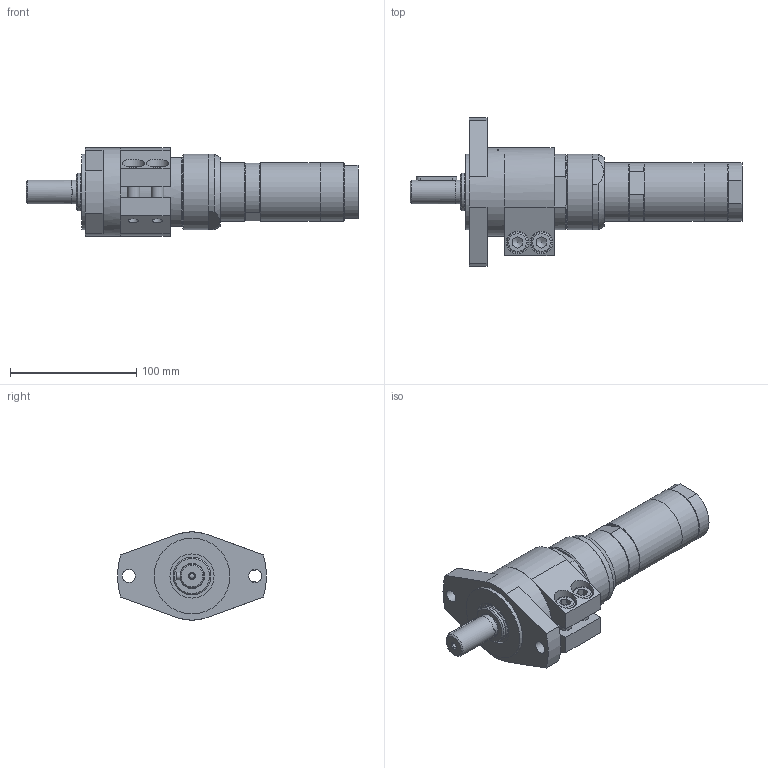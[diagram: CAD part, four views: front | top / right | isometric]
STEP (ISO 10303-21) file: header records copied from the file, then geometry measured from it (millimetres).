
FILE_DESCRIPTION(/* description */ (''),/* implementation_level */ '2;1');
FILE_NAME(/* name */ 'MRD 84-90 F100_60031655.stp',/* time_stamp */ '2017-08-07T13:35:46+02:00',/* author */ ('ibasyouni'),/* organization */ (''),/* preprocessor_version */ 'ST-DEVELOPER v16.1',/* originating_system */ 'Autodesk Inventor 2016',/* authorisation */ '');
FILE_SCHEMA (('AUTOMOTIVE_DESIGN { 1 0 10303 214 3 1 1 }'));
Length unit declared in the file: millimetre
Products named in the file (1): MRD 84-90 F100_60031655
Bounding box: 263 x 118 x 70 mm (x, y, z)
Volume: 619354.4 mm3; surface area: 74762.2 mm2
Topology: 1 solids, 1 shells, 246 faces, 610 edges, 391 vertices
Faces by surface type: plane 154, cylinder 50, cone 31, bspline 7, torus 4
Full cylindrical faces by diameter (mm): 4 x1, 4.134 x1, 8.376 x2, 10 x2, 10.3 x2, 10.5 x2, 11.445 x1, 16 x2, 18 x2, 18.631 x1, 18.8 x1, 19 x1, 20 x1, 29.95 x2, 35 x1, 42 x1, 46 x3, 46.5 x1, 50.16 x1, 55.16 x1, 60 x3, 70 x1
Entity records: 7166 total; most frequent: CARTESIAN_POINT 1426, DIRECTION 1096, ORIENTED_EDGE 1070, EDGE_CURVE 529, AXIS2_PLACEMENT_3D 394, VERTEX_POINT 368, EDGE_LOOP 343, LINE 308
